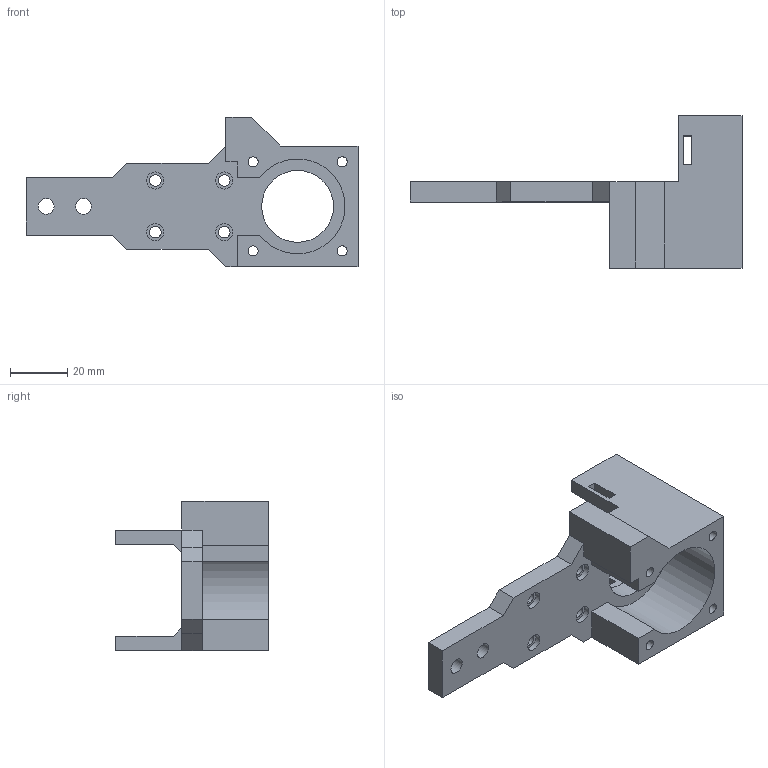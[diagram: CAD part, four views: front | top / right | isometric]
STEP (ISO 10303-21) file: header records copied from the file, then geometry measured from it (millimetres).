
FILE_DESCRIPTION(/* description */ ('STEP AP242','CAx-IF Rec.Pracs.---Representation and Presentation of Product Manufacturing Information (PMI)---4.0---2014-10-13','CAx-IF Rec.Pracs.---3D Tessellated Geometry---0.4---2014-09-14','2;1'),/* implementation_level */ '2;1');
FILE_NAME(/* name */ '63779f939bae95224b634f35',/* time_stamp */ '2022-11-18T15:06:59+00:00',/* author */ (''),/* organization */ (''),/* preprocessor_version */ 'ST-DEVELOPER v18.102',/* originating_system */ ' ',/* authorisation */ ' ');
FILE_SCHEMA (('AP242_MANAGED_MODEL_BASED_3D_ENGINEERING_MIM_LF { 1 0 10303 442 1 1 4 }'));
Length unit declared in the file: metre
Products named in the file (1): Right Side Module
Bounding box: 115.5 x 53 x 52 mm (x, y, z)
Volume: 46842.7 mm3; surface area: 19888.9 mm2
Topology: 1 solids, 1 shells, 63 faces, 177 edges, 120 vertices
Faces by surface type: plane 47, cylinder 16
Full cylindrical faces by diameter (mm): 3.5 x4, 4 x4, 5.5 x2, 6 x4, 25 x1
Entity records: 1976 total; most frequent: CARTESIAN_POINT 334, DIRECTION 316, ORIENTED_EDGE 312, EDGE_CURVE 156, LINE 124, VECTOR 124, VERTEX_POINT 114, EDGE_LOOP 108
